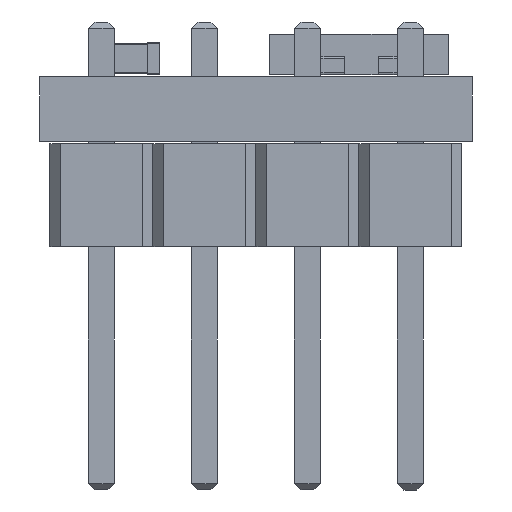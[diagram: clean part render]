
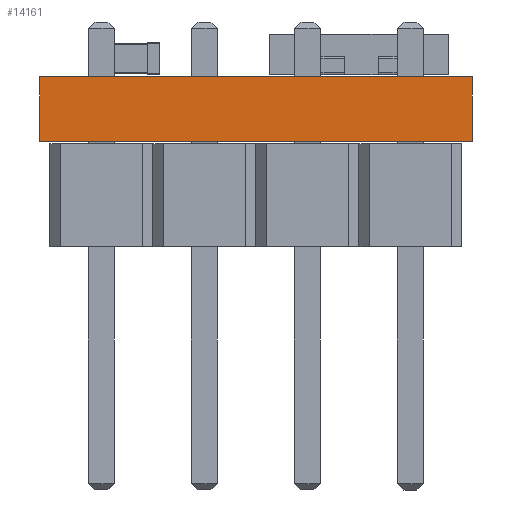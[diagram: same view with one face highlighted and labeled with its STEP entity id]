
A CAD part, front view. The second image highlights one B-rep face of the part: STEP entity #14161.
In plain terms, the highlighted planar face has unit normal (0, -1, 0).
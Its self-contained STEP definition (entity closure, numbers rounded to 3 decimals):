
#14161 = ADVANCED_FACE('',(#14162),#14176,.T.);
#14162 = FACE_BOUND('',#14163,.T.);
#14163 = EDGE_LOOP('',(#14164,#14199,#14227,#14255));
#14164 = ORIENTED_EDGE('',*,*,#14165,.T.);
#14165 = EDGE_CURVE('',#14166,#14168,#14170,.T.);
#14166 = VERTEX_POINT('',#14167);
#14167 = CARTESIAN_POINT('',(-24.814,27.098,0.));
#14168 = VERTEX_POINT('',#14169);
#14169 = CARTESIAN_POINT('',(-24.814,27.098,1.6));
#14170 = SURFACE_CURVE('',#14171,(#14175,#14187),.PCURVE_S1.);
#14171 = LINE('',#14172,#14173);
#14172 = CARTESIAN_POINT('',(-24.814,27.098,0.));
#14173 = VECTOR('',#14174,1.);
#14174 = DIRECTION('',(0.,0.,1.));
#14175 = PCURVE('',#14176,#14181);
#14176 = PLANE('',#14177);
#14177 = AXIS2_PLACEMENT_3D('',#14178,#14179,#14180);
#14178 = CARTESIAN_POINT('',(-24.814,27.098,0.));
#14179 = DIRECTION('',(0.,-1.,0.));
#14180 = DIRECTION('',(-1.,0.,0.));
#14181 = DEFINITIONAL_REPRESENTATION('',(#14182),#14186);
#14182 = LINE('',#14183,#14184);
#14183 = CARTESIAN_POINT('',(0.,-0.));
#14184 = VECTOR('',#14185,1.);
#14185 = DIRECTION('',(0.,-1.));
#14186 = ( GEOMETRIC_REPRESENTATION_CONTEXT(2) 
PARAMETRIC_REPRESENTATION_CONTEXT() REPRESENTATION_CONTEXT('2D SPACE',''
  ) );
#14187 = PCURVE('',#14188,#14193);
#14188 = PLANE('',#14189);
#14189 = AXIS2_PLACEMENT_3D('',#14190,#14191,#14192);
#14190 = CARTESIAN_POINT('',(-24.814,40.818,0.));
#14191 = DIRECTION('',(1.,0.,-0.));
#14192 = DIRECTION('',(0.,-1.,0.));
#14193 = DEFINITIONAL_REPRESENTATION('',(#14194),#14198);
#14194 = LINE('',#14195,#14196);
#14195 = CARTESIAN_POINT('',(13.72,0.));
#14196 = VECTOR('',#14197,1.);
#14197 = DIRECTION('',(0.,-1.));
#14198 = ( GEOMETRIC_REPRESENTATION_CONTEXT(2) 
PARAMETRIC_REPRESENTATION_CONTEXT() REPRESENTATION_CONTEXT('2D SPACE',''
  ) );
#14199 = ORIENTED_EDGE('',*,*,#14200,.T.);
#14200 = EDGE_CURVE('',#14168,#14201,#14203,.T.);
#14201 = VERTEX_POINT('',#14202);
#14202 = CARTESIAN_POINT('',(-35.484,27.098,1.6));
#14203 = SURFACE_CURVE('',#14204,(#14208,#14215),.PCURVE_S1.);
#14204 = LINE('',#14205,#14206);
#14205 = CARTESIAN_POINT('',(-24.814,27.098,1.6));
#14206 = VECTOR('',#14207,1.);
#14207 = DIRECTION('',(-1.,0.,0.));
#14208 = PCURVE('',#14176,#14209);
#14209 = DEFINITIONAL_REPRESENTATION('',(#14210),#14214);
#14210 = LINE('',#14211,#14212);
#14211 = CARTESIAN_POINT('',(0.,-1.6));
#14212 = VECTOR('',#14213,1.);
#14213 = DIRECTION('',(1.,0.));
#14214 = ( GEOMETRIC_REPRESENTATION_CONTEXT(2) 
PARAMETRIC_REPRESENTATION_CONTEXT() REPRESENTATION_CONTEXT('2D SPACE',''
  ) );
#14215 = PCURVE('',#14216,#14221);
#14216 = PLANE('',#14217);
#14217 = AXIS2_PLACEMENT_3D('',#14218,#14219,#14220);
#14218 = CARTESIAN_POINT('',(-30.149,33.958,1.6));
#14219 = DIRECTION('',(-0.,-0.,-1.));
#14220 = DIRECTION('',(-1.,0.,0.));
#14221 = DEFINITIONAL_REPRESENTATION('',(#14222),#14226);
#14222 = LINE('',#14223,#14224);
#14223 = CARTESIAN_POINT('',(-5.335,-6.86));
#14224 = VECTOR('',#14225,1.);
#14225 = DIRECTION('',(1.,0.));
#14226 = ( GEOMETRIC_REPRESENTATION_CONTEXT(2) 
PARAMETRIC_REPRESENTATION_CONTEXT() REPRESENTATION_CONTEXT('2D SPACE',''
  ) );
#14227 = ORIENTED_EDGE('',*,*,#14228,.F.);
#14228 = EDGE_CURVE('',#14229,#14201,#14231,.T.);
#14229 = VERTEX_POINT('',#14230);
#14230 = CARTESIAN_POINT('',(-35.484,27.098,0.));
#14231 = SURFACE_CURVE('',#14232,(#14236,#14243),.PCURVE_S1.);
#14232 = LINE('',#14233,#14234);
#14233 = CARTESIAN_POINT('',(-35.484,27.098,0.));
#14234 = VECTOR('',#14235,1.);
#14235 = DIRECTION('',(0.,0.,1.));
#14236 = PCURVE('',#14176,#14237);
#14237 = DEFINITIONAL_REPRESENTATION('',(#14238),#14242);
#14238 = LINE('',#14239,#14240);
#14239 = CARTESIAN_POINT('',(10.67,0.));
#14240 = VECTOR('',#14241,1.);
#14241 = DIRECTION('',(0.,-1.));
#14242 = ( GEOMETRIC_REPRESENTATION_CONTEXT(2) 
PARAMETRIC_REPRESENTATION_CONTEXT() REPRESENTATION_CONTEXT('2D SPACE',''
  ) );
#14243 = PCURVE('',#14244,#14249);
#14244 = PLANE('',#14245);
#14245 = AXIS2_PLACEMENT_3D('',#14246,#14247,#14248);
#14246 = CARTESIAN_POINT('',(-35.484,27.098,0.));
#14247 = DIRECTION('',(-1.,0.,0.));
#14248 = DIRECTION('',(0.,1.,0.));
#14249 = DEFINITIONAL_REPRESENTATION('',(#14250),#14254);
#14250 = LINE('',#14251,#14252);
#14251 = CARTESIAN_POINT('',(0.,0.));
#14252 = VECTOR('',#14253,1.);
#14253 = DIRECTION('',(0.,-1.));
#14254 = ( GEOMETRIC_REPRESENTATION_CONTEXT(2) 
PARAMETRIC_REPRESENTATION_CONTEXT() REPRESENTATION_CONTEXT('2D SPACE',''
  ) );
#14255 = ORIENTED_EDGE('',*,*,#14256,.F.);
#14256 = EDGE_CURVE('',#14166,#14229,#14257,.T.);
#14257 = SURFACE_CURVE('',#14258,(#14262,#14269),.PCURVE_S1.);
#14258 = LINE('',#14259,#14260);
#14259 = CARTESIAN_POINT('',(-24.814,27.098,0.));
#14260 = VECTOR('',#14261,1.);
#14261 = DIRECTION('',(-1.,0.,0.));
#14262 = PCURVE('',#14176,#14263);
#14263 = DEFINITIONAL_REPRESENTATION('',(#14264),#14268);
#14264 = LINE('',#14265,#14266);
#14265 = CARTESIAN_POINT('',(0.,-0.));
#14266 = VECTOR('',#14267,1.);
#14267 = DIRECTION('',(1.,0.));
#14268 = ( GEOMETRIC_REPRESENTATION_CONTEXT(2) 
PARAMETRIC_REPRESENTATION_CONTEXT() REPRESENTATION_CONTEXT('2D SPACE',''
  ) );
#14269 = PCURVE('',#14270,#14275);
#14270 = PLANE('',#14271);
#14271 = AXIS2_PLACEMENT_3D('',#14272,#14273,#14274);
#14272 = CARTESIAN_POINT('',(-30.149,33.958,0.));
#14273 = DIRECTION('',(-0.,-0.,-1.));
#14274 = DIRECTION('',(-1.,0.,0.));
#14275 = DEFINITIONAL_REPRESENTATION('',(#14276),#14280);
#14276 = LINE('',#14277,#14278);
#14277 = CARTESIAN_POINT('',(-5.335,-6.86));
#14278 = VECTOR('',#14279,1.);
#14279 = DIRECTION('',(1.,0.));
#14280 = ( GEOMETRIC_REPRESENTATION_CONTEXT(2) 
PARAMETRIC_REPRESENTATION_CONTEXT() REPRESENTATION_CONTEXT('2D SPACE',''
  ) );
